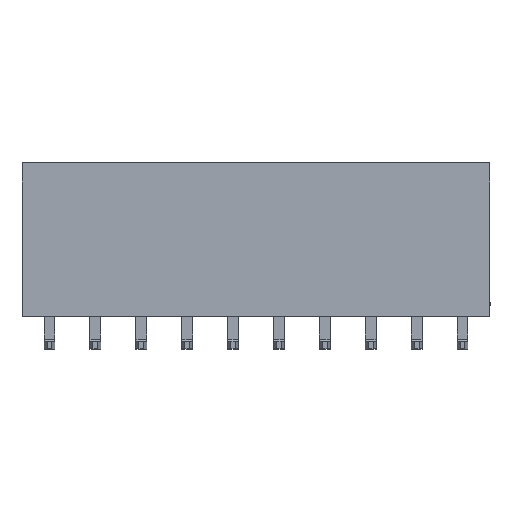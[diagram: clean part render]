
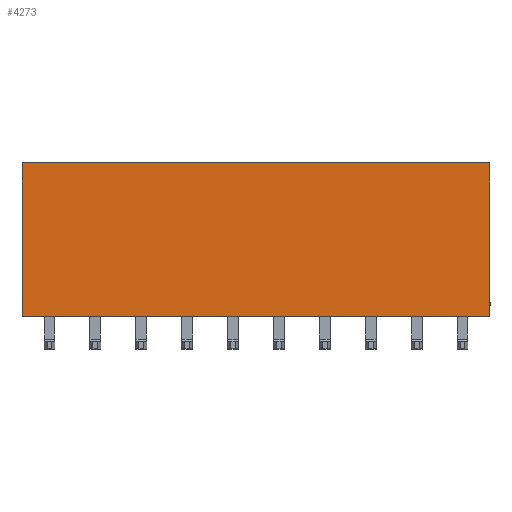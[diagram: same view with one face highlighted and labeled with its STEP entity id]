
A CAD part, top view. The second image highlights one B-rep face of the part: STEP entity #4273.
In plain terms, the highlighted planar face has unit normal (0, 0, 1).
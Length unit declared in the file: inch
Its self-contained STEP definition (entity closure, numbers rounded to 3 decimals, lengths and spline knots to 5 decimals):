
#518 = ORIENTED_EDGE ( 'NONE', *, *, #12943, .F. ) ;
#818 = VECTOR ( 'NONE', #5818, 39.37008 ) ;
#1395 = LINE ( 'NONE', #20182, #818 ) ;
#2452 = VECTOR ( 'NONE', #19108, 39.37008 ) ;
#2847 = LINE ( 'NONE', #20122, #7127 ) ;
#3583 = EDGE_CURVE ( 'NONE', #9600, #10853, #4371, .T. ) ;
#3808 = VECTOR ( 'NONE', #20727, 39.37008 ) ;
#4260 = VERTEX_POINT ( 'NONE', #9828 ) ;
#4273 = ADVANCED_FACE ( 'NONE', ( #8887 ), #4455, .T. ) ;
#4371 = LINE ( 'NONE', #8107, #3808 ) ;
#4455 = PLANE ( 'NONE',  #21797 ) ;
#4475 = ORIENTED_EDGE ( 'NONE', *, *, #22757, .F. ) ;
#5131 = CARTESIAN_POINT ( 'NONE',  ( 1.01969, 0.33465, 0. ) ) ;
#5818 = DIRECTION ( 'NONE',  ( 0., 1., 0. ) ) ;
#6671 = CARTESIAN_POINT ( 'NONE',  ( 0., 0., 0. ) ) ;
#6721 = EDGE_CURVE ( 'NONE', #9600, #4260, #1395, .T. ) ;
#7127 = VECTOR ( 'NONE', #11146, 39.37008 ) ;
#8092 = DIRECTION ( 'NONE',  ( 1., 0., 0. ) ) ;
#8107 = CARTESIAN_POINT ( 'NONE',  ( -3.03239, 0., 0. ) ) ;
#8332 = ORIENTED_EDGE ( 'NONE', *, *, #3583, .T. ) ;
#8852 = ORIENTED_EDGE ( 'NONE', *, *, #6721, .F. ) ;
#8887 = FACE_OUTER_BOUND ( 'NONE', #22765, .T. ) ;
#9600 = VERTEX_POINT ( 'NONE', #6671 ) ;
#9828 = CARTESIAN_POINT ( 'NONE',  ( 0., 0.33465, 0. ) ) ;
#10106 = CARTESIAN_POINT ( 'NONE',  ( 1.01969, 0., 0. ) ) ;
#10853 = VERTEX_POINT ( 'NONE', #21169 ) ;
#11146 = DIRECTION ( 'NONE',  ( 1., 0., 0. ) ) ;
#12943 = EDGE_CURVE ( 'NONE', #20145, #10853, #21136, .T. ) ;
#17093 = CARTESIAN_POINT ( 'NONE',  ( -3.03239, -0.00669, 0. ) ) ;
#18892 = DIRECTION ( 'NONE',  ( 0., 0., 1. ) ) ;
#19108 = DIRECTION ( 'NONE',  ( 0., -1., 0. ) ) ;
#20122 = CARTESIAN_POINT ( 'NONE',  ( -3.03239, 0.33465, 0. ) ) ;
#20145 = VERTEX_POINT ( 'NONE', #5131 ) ;
#20182 = CARTESIAN_POINT ( 'NONE',  ( 0., -0.00669, 0. ) ) ;
#20727 = DIRECTION ( 'NONE',  ( 1., 0., 0. ) ) ;
#21136 = LINE ( 'NONE', #10106, #2452 ) ;
#21169 = CARTESIAN_POINT ( 'NONE',  ( 1.01969, 0., 0. ) ) ;
#21797 = AXIS2_PLACEMENT_3D ( 'NONE', #17093, #18892, #8092 ) ;
#22757 = EDGE_CURVE ( 'NONE', #4260, #20145, #2847, .T. ) ;
#22765 = EDGE_LOOP ( 'NONE', ( #4475, #8852, #8332, #518 ) ) ;
